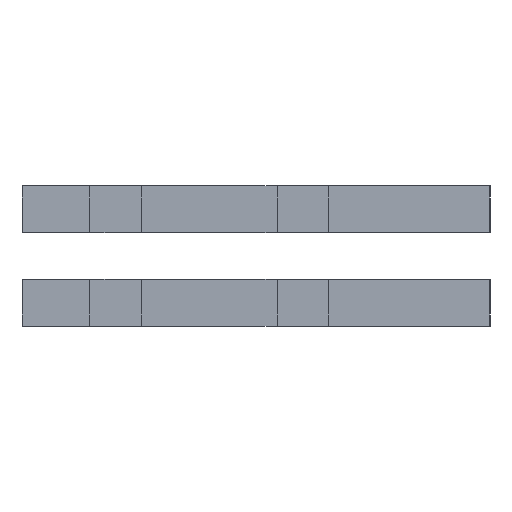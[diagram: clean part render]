
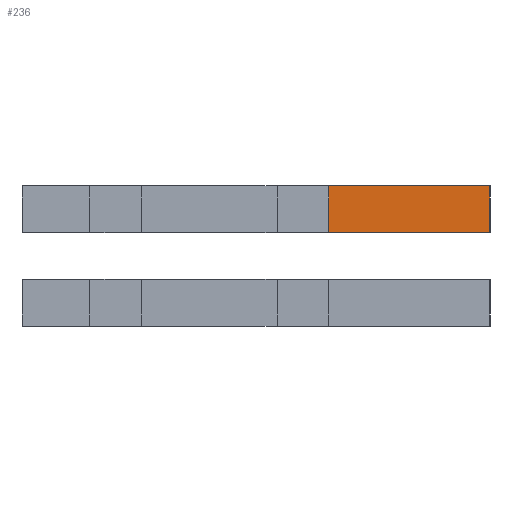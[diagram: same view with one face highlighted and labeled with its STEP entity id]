
A CAD part, left-side view. The second image highlights one B-rep face of the part: STEP entity #236.
In plain terms, the highlighted planar face has unit normal (-1, 0, 0).
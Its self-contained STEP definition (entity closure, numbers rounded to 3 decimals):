
#236=ADVANCED_FACE('',(#494),#495,.F.);
#494=FACE_OUTER_BOUND('',#786,.T.);
#495=PLANE('',#787);
#786=EDGE_LOOP('',(#1316,#1317,#1318,#1319));
#787=AXIS2_PLACEMENT_3D('',#1320,#1321,#1322);
#1316=ORIENTED_EDGE('',*,*,#1912,.T.);
#1317=ORIENTED_EDGE('',*,*,#1858,.T.);
#1318=ORIENTED_EDGE('',*,*,#1915,.F.);
#1319=ORIENTED_EDGE('',*,*,#1904,.F.);
#1320=CARTESIAN_POINT('',(0.0,50.0,25.0));
#1321=DIRECTION('',(1.0,0.0,0.0));
#1322=DIRECTION('',(0.0,-1.0,0.0));
#1858=EDGE_CURVE('',#2238,#2236,#2239,.T.);
#1904=EDGE_CURVE('',#2307,#2309,#2310,.T.);
#1912=EDGE_CURVE('',#2307,#2238,#2318,.T.);
#1915=EDGE_CURVE('',#2309,#2236,#2321,.T.);
#2236=VERTEX_POINT('',#2789);
#2238=VERTEX_POINT('',#2792);
#2239=LINE('',#2793,#2794);
#2307=VERTEX_POINT('',#2896);
#2309=VERTEX_POINT('',#2899);
#2310=LINE('',#2900,#2901);
#2318=LINE('',#2913,#2914);
#2321=LINE('',#2917,#2918);
#2789=CARTESIAN_POINT('',(0.0,0.0,20.0));
#2792=CARTESIAN_POINT('',(0.0,34.5,20.0));
#2793=CARTESIAN_POINT('',(0.0,50.0,20.0));
#2794=VECTOR('',#3372,1.0);
#2896=CARTESIAN_POINT('',(0.0,34.5,30.0));
#2899=CARTESIAN_POINT('',(0.0,0.0,30.0));
#2900=CARTESIAN_POINT('',(0.0,50.0,30.0));
#2901=VECTOR('',#3408,1.0);
#2913=CARTESIAN_POINT('',(0.0,34.5,25.0));
#2914=VECTOR('',#3413,1.0);
#2917=CARTESIAN_POINT('',(0.0,0.0,25.0));
#2918=VECTOR('',#3414,1.0);
#3372=DIRECTION('',(0.0,-1.0,0.0));
#3408=DIRECTION('',(0.0,-1.0,0.0));
#3413=DIRECTION('',(0.0,0.0,-1.0));
#3414=DIRECTION('',(0.0,0.0,-1.0));
